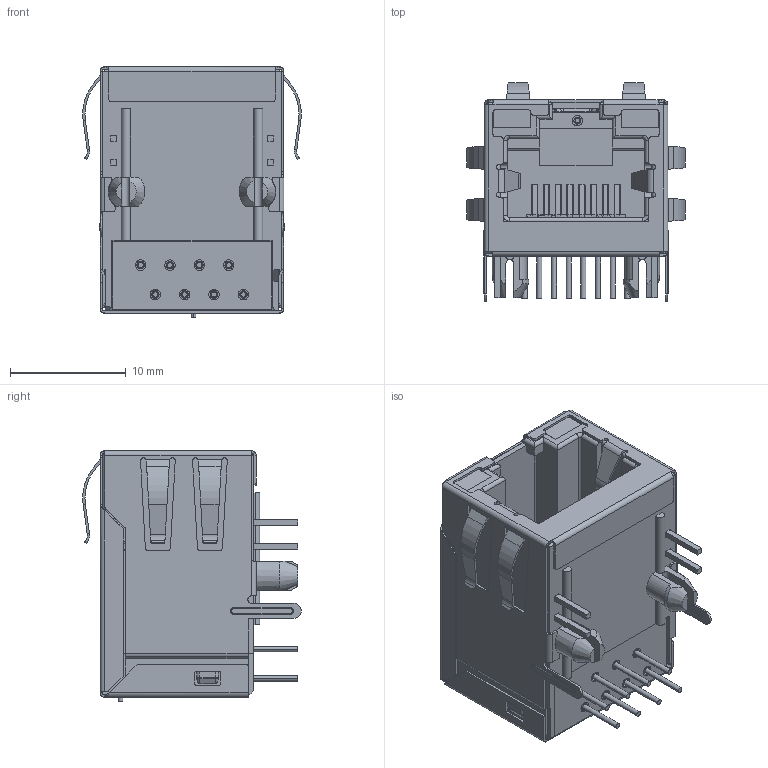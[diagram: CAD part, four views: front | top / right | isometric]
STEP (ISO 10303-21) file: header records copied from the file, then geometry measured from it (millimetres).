
FILE_DESCRIPTION (( 'STEP AP214' ), '1' );
FILE_NAME ('ARJM11C7-009-AB-ER2-T.STEP', '2022-02-02T09:43:27', ( '' ), ( '' ), 'SwSTEP 2.0', 'SolidWorks 2020', '' );
FILE_SCHEMA (( 'AUTOMOTIVE_DESIGN' ));
Length unit declared in the file: millimetre
Products named in the file (93): MANIFOLD_SOLID_BREP_58762^CP_2_6_ASM_ASM_MODULE_CASE_11H_ASM_9_AF0_ASM_ASM_MODULE_11H_ASM_3_AF0_ASM_ASM_11H_MODULE_PCBA_ASM_3_AF0_ASM_ASM_11H_MODULE_INSERT_ASM_5_ASM_ASM_11H_HOUSING_MO~; MANIFOLD_SOLID_BREP_63788_AF3^CORE_T_3_AF3_ASM_ASM_COIL_ASM_3_AF3_ASM_ASM_MODULE_11H_ASM_3_AF0_ASM_ASM_11H_MODULE_PCBA_ASM_3_AF0_ASM_ASM_11H_MODULE_INSERT_ASM_5_ASM_ASM_11H_HOUSING_MODU~; MODULE_CASE_5_AF0^MODULE_CASE_11H_ASM_9_AF0_ASM_ASM_MODULE_11H_ASM_3_AF0_ASM_ASM_11H_MODULE_PCBA_ASM_3_AF0_ASM_ASM_11H_MODULE_INSERT_ASM_5_ASM_ASM_11H_HOUSING_MODULE_ASM_1_ASM_ASM_11H_~; MANIFOLD_SOLID_BREP_64249_AF3^CORE_T_3_AF3_ASM_ASM_COIL_ASM_3_AF3_ASM_ASM_MODULE_11H_ASM_3_AF0_ASM_ASM_11H_MODULE_PCBA_ASM_3_AF0_ASM_ASM_11H_MODULE_INSERT_ASM_5_ASM_ASM_11H_HOUSING_MODU~; MODULE_CASE_11H_ASM_9_AF0_ASM_ASM^MODULE_11H_ASM_3_AF0_ASM_ASM_11H_MODULE_PCBA_ASM_3_AF0_ASM_ASM_11H_MODULE_INSERT_ASM_5_ASM_ASM_11H_HOUSING_MODULE_ASM_1_ASM_ASM_11H_ASSEMBLE_BOTTOM_PC~; COIL_ASM_3_AF3_ASM_ASM^MODULE_11H_ASM_3_AF0_ASM_ASM_11H_MODULE_PCBA_ASM_3_AF0_ASM_ASM_11H_MODULE_INSERT_ASM_5_ASM_ASM_11H_HOUSING_MODULE_ASM_1_ASM_ASM_11H_ASSEMBLE_BOTTOM_PCB_ASM_2_A_A~; MANIFOLD_SOLID_BREP_66499_AF0^CORE_K_3_AF0_ASM_ASM_COIL_ASM_3_AF0_ASM_ASM_MODULE_11H_ASM_3_AF0_ASM_ASM_11H_MODULE_PCBA_ASM_3_AF0_ASM_ASM_11H_MODULE_INSERT_ASM_5_ASM_ASM_11H_HOUSING_MOD~; CORE_K_3_AF0_ASM_ASM^COIL_ASM_3_AF0_ASM_ASM_MODULE_11H_ASM_3_AF0_ASM_ASM_11H_MODULE_PCBA_ASM_3_AF0_ASM_ASM_11H_MODULE_INSERT_ASM_5_ASM_ASM_11H_HOUSING_MODULE_ASM_1_ASM_ASM_11H_ASSEMBLE~; MODULE_11H_ASM_3_AF0_ASM_ASM^11H_MODULE_PCBA_ASM_3_AF0_ASM_ASM_11H_MODULE_INSERT_ASM_5_ASM_ASM_11H_HOUSING_MODULE_ASM_1_ASM_ASM_11H_ASSEMBLE_BOTTOM_PCB_ASM_2_A_ASM_11H_ASSY_SHIELD_ASM_~; 11H_ASSEMBLE_BOTTOM_PCB_ASM_2_A_ASM^11H_ASSY_SHIELD_ASM_1_ASM_ASM_001_ASM_ASM_ARJM11C7-009-AB-ER2-T--3DModel-STEP-368357_ARJM11C7-009-AB-ER2-T; MANIFOLD_SOLID_BREP_81250^RJ_TERMINAL_3_ASM_ASM_RJ_INSERT_ASM_3_ASM_ASM_11H_MODULE_INSERT_ASM_5_ASM_ASM_11H_HOUSING_MODULE_ASM_1_ASM_ASM_11H_ASSEMBLE_BOTTOM_PCB_ASM_2_A_ASM_11H_ASSY_SHI~; BOTTOM_PCB_WGAP_100BASE_11^BOTTOM_PCBA_ASM_4_ASM_ASM_11H_MODULE_INSERT_ASM_5_ASM_ASM_11H_HOUSING_MODULE_ASM_1_ASM_ASM_11H_ASSEMBLE_BOTTOM_PCB_ASM_2_A_ASM_11H_ASSY_SHIELD_ASM_1_ASM_ASM_~; MANIFOLD_SOLID_BREP_66960_AF0^CORE_K_3_AF0_ASM_ASM_COIL_ASM_3_AF0_ASM_ASM_MODULE_11H_ASM_3_AF0_ASM_ASM_11H_MODULE_PCBA_ASM_3_AF0_ASM_ASM_11H_MODULE_INSERT_ASM_5_ASM_ASM_11H_HOUSING_MOD~; MANIFOLD_SOLID_BREP_57736^CP_1_3_ASM_ASM_MODULE_CASE_11H_ASM_9_AF0_ASM_ASM_MODULE_11H_ASM_3_AF0_ASM_ASM_11H_MODULE_PCBA_ASM_3_AF0_ASM_ASM_11H_MODULE_INSERT_ASM_5_ASM_ASM_11H_HOUSING_MO~; MANIFOLD_SOLID_BREP_60100_AF3^CORE_T_3_AF3_ASM_ASM_COIL_ASM_3_AF3_ASM_ASM_MODULE_11H_ASM_3_AF0_ASM_ASM_11H_MODULE_PCBA_ASM_3_AF0_ASM_ASM_11H_MODULE_INSERT_ASM_5_ASM_ASM_11H_HOUSING_MODU~; MANIFOLD_SOLID_BREP_60100_AF0^CORE_T_3_AF0_ASM_ASM_COIL_ASM_3_AF0_ASM_ASM_MODULE_11H_ASM_3_AF0_ASM_ASM_11H_MODULE_PCBA_ASM_3_AF0_ASM_ASM_11H_MODULE_INSERT_ASM_5_ASM_ASM_11H_HOUSING_MOD~; 11H_HOUSING_LED_ASM_7_ASM_ASM^11H_HOUSING_LED_COVER_ASM_1_ASM_ASM_11H_HOUSING_MODULE_ASM_1_ASM_ASM_11H_ASSEMBLE_BOTTOM_PCB_ASM_2_A_ASM_11H_ASSY_SHIELD_ASM_1_ASM_ASM_001_ASM_ASM_ARJM11C~; MANIFOLD_SOLID_BREP_59007^CP_2_6_ASM_ASM_MODULE_CASE_11H_ASM_9_AF0_ASM_ASM_MODULE_11H_ASM_3_AF0_ASM_ASM_11H_MODULE_PCBA_ASM_3_AF0_ASM_ASM_11H_MODULE_INSERT_ASM_5_ASM_ASM_11H_HOUSING_MO~; MANIFOLD_SOLID_BREP_57001^CP_1_3_ASM_ASM_MODULE_CASE_11H_ASM_9_AF0_ASM_ASM_MODULE_11H_ASM_3_AF0_ASM_ASM_11H_MODULE_PCBA_ASM_3_AF0_ASM_ASM_11H_MODULE_INSERT_ASM_5_ASM_ASM_11H_HOUSING_MO~; MANIFOLD_SOLID_BREP_64710_AF0^CORE_T_3_AF0_ASM_ASM_COIL_ASM_3_AF0_ASM_ASM_MODULE_11H_ASM_3_AF0_ASM_ASM_11H_MODULE_PCBA_ASM_3_AF0_ASM_ASM_11H_MODULE_INSERT_ASM_5_ASM_ASM_11H_HOUSING_MOD~; ARJM11C7-009-AB-ER2-T--3DModel-STEP-368357^ARJM11C7-009-AB-ER2-T; MANIFOLD_SOLID_BREP_63788_AF1^CORE_T_3_AF1_ASM_ASM_COIL_ASM_3_AF1_ASM_ASM_MODULE_11H_ASM_3_AF0_ASM_ASM_11H_MODULE_PCBA_ASM_3_AF0_ASM_ASM_11H_MODULE_INSERT_ASM_5_ASM_ASM_11H_HOUSING_MOD~; MANIFOLD_SOLID_BREP_64249_AF0^CORE_T_3_AF0_ASM_ASM_COIL_ASM_3_AF0_ASM_ASM_MODULE_11H_ASM_3_AF0_ASM_ASM_11H_MODULE_PCBA_ASM_3_AF0_ASM_ASM_11H_MODULE_INSERT_ASM_5_ASM_ASM_11H_HOUSING_MOD~; PCB_3^PCBA_ASM_3_ASM_ASM_11H_MODULE_PCBA_ASM_3_AF0_ASM_ASM_11H_MODULE_INSERT_ASM_5_ASM_ASM_11H_HOUSING_MODULE_ASM_1_ASM_ASM_11H_ASSEMBLE_BOTTOM_PCB_ASM_2_A_ASM_11H_ASSY_SHIELD_ASM_1_AS~; MANIFOLD_SOLID_BREP_78491^RJ_TERMINAL_3_ASM_ASM_RJ_INSERT_ASM_3_ASM_ASM_11H_MODULE_INSERT_ASM_5_ASM_ASM_11H_HOUSING_MODULE_ASM_1_ASM_ASM_11H_ASSEMBLE_BOTTOM_PCB_ASM_2_A_ASM_11H_ASSY_SHI~; CORE_T_3_AF3_ASM_ASM^COIL_ASM_3_AF3_ASM_ASM_MODULE_11H_ASM_3_AF0_ASM_ASM_11H_MODULE_PCBA_ASM_3_AF0_ASM_ASM_11H_MODULE_INSERT_ASM_5_ASM_ASM_11H_HOUSING_MODULE_ASM_1_ASM_ASM_11H_ASSEMBLE~; MANIFOLD_SOLID_BREP_63327_AF0^CORE_T_3_AF0_ASM_ASM_COIL_ASM_3_AF0_ASM_ASM_MODULE_11H_ASM_3_AF0_ASM_ASM_11H_MODULE_PCBA_ASM_3_AF0_ASM_ASM_11H_MODULE_INSERT_ASM_5_ASM_ASM_11H_HOUSING_MOD~; PCBA_ASM_3_ASM_ASM^11H_MODULE_PCBA_ASM_3_AF0_ASM_ASM_11H_MODULE_INSERT_ASM_5_ASM_ASM_11H_HOUSING_MODULE_ASM_1_ASM_ASM_11H_ASSEMBLE_BOTTOM_PCB_ASM_2_A_ASM_11H_ASSY_SHIELD_ASM_1_ASM_ASM_~; CORE_T_3_AF2_ASM_ASM^COIL_ASM_3_AF2_ASM_ASM_MODULE_11H_ASM_3_AF0_ASM_ASM_11H_MODULE_PCBA_ASM_3_AF0_ASM_ASM_11H_MODULE_INSERT_ASM_5_ASM_ASM_11H_HOUSING_MODULE_ASM_1_ASM_ASM_11H_ASSEMBLE_~; MANIFOLD_SOLID_BREP_58517^CP_2_6_ASM_ASM_MODULE_CASE_11H_ASM_9_AF0_ASM_ASM_MODULE_11H_ASM_3_AF0_ASM_ASM_11H_MODULE_PCBA_ASM_3_AF0_ASM_ASM_11H_MODULE_INSERT_ASM_5_ASM_ASM_11H_HOUSING_MO~; RJ_INSERT_BASE_3^RJ_INSERT_ASM_3_ASM_ASM_11H_MODULE_INSERT_ASM_5_ASM_ASM_11H_HOUSING_MODULE_ASM_1_ASM_ASM_11H_ASSEMBLE_BOTTOM_PCB_ASM_2_A_ASM_11H_ASSY_SHIELD_ASM_1_ASM_ASM_001_ASM_ASM_~; MANIFOLD_SOLID_BREP_61483_AF0^CORE_T_3_AF0_ASM_ASM_COIL_ASM_3_AF0_ASM_ASM_MODULE_11H_ASM_3_AF0_ASM_ASM_11H_MODULE_PCBA_ASM_3_AF0_ASM_ASM_11H_MODULE_INSERT_ASM_5_ASM_ASM_11H_HOUSING_MOD~; 11H_HOUSING_LED_COVER_ASM_1_ASM_ASM^11H_HOUSING_MODULE_ASM_1_ASM_ASM_11H_ASSEMBLE_BOTTOM_PCB_ASM_2_A_ASM_11H_ASSY_SHIELD_ASM_1_ASM_ASM_001_ASM_ASM_ARJM11C7-009-AB-ER2-T--3DModel-STEP-3~; MANIFOLD_SOLID_BREP_69726^CORE_K_3_AF0_ASM_ASM_COIL_ASM_3_AF0_ASM_ASM_MODULE_11H_ASM_3_AF0_ASM_ASM_11H_MODULE_PCBA_ASM_3_AF0_ASM_ASM_11H_MODULE_INSERT_ASM_5_ASM_ASM_11H_HOUSING_MODULE_~; MANIFOLD_SOLID_BREP_61022_AF0^CORE_T_3_AF0_ASM_ASM_COIL_ASM_3_AF0_ASM_ASM_MODULE_11H_ASM_3_AF0_ASM_ASM_11H_MODULE_PCBA_ASM_3_AF0_ASM_ASM_11H_MODULE_INSERT_ASM_5_ASM_ASM_11H_HOUSING_MOD~; C_1206_3^PCBA_ASM_3_ASM_ASM_11H_MODULE_PCBA_ASM_3_AF0_ASM_ASM_11H_MODULE_INSERT_ASM_5_ASM_ASM_11H_HOUSING_MODULE_ASM_1_ASM_ASM_11H_ASSEMBLE_BOTTOM_PCB_ASM_2_A_ASM_11H_ASSY_SHIELD_ASM_1~; MANIFOLD_SOLID_BREP_57491^CP_1_3_ASM_ASM_MODULE_CASE_11H_ASM_9_AF0_ASM_ASM_MODULE_11H_ASM_3_AF0_ASM_ASM_11H_MODULE_PCBA_ASM_3_AF0_ASM_ASM_11H_MODULE_INSERT_ASM_5_ASM_ASM_11H_HOUSING_MO~; MANIFOLD_SOLID_BREP_77478^RJ_TERMINAL_3_ASM_ASM_RJ_INSERT_ASM_3_ASM_ASM_11H_MODULE_INSERT_ASM_5_ASM_ASM_11H_HOUSING_MODULE_ASM_1_ASM_ASM_11H_ASSEMBLE_BOTTOM_PCB_ASM_2_A_ASM_11H_ASSY_SHI~; MANIFOLD_SOLID_BREP_65577^CORE_K_3_AF0_ASM_ASM_COIL_ASM_3_AF0_ASM_ASM_MODULE_11H_ASM_3_AF0_ASM_ASM_11H_MODULE_PCBA_ASM_3_AF0_ASM_ASM_11H_MODULE_INSERT_ASM_5_ASM_ASM_11H_HOUSING_MODULE_~; 001_ASM_ASM^ARJM11C7-009-AB-ER2-T--3DModel-STEP-368357_ARJM11C7-009-AB-ER2-T ...
Assembly tree (102 placements, depth 12):
  ARJM11C7-009-AB-ER2-T
    ARJM11C7-009-AB-ER2-T--3DModel-STEP-368357^ARJM11C7-009-AB-ER2-T
      001_ASM_ASM^ARJM11C7-009-AB-ER2-T--3DModel-STEP-368357_ARJM11C7-009-AB-ER2-T
        11H_ASSY_SHIELD_ASM_1_ASM_ASM^001_ASM_ASM_ARJM11C7-009-AB-ER2-T--3DModel-STEP-368357_ARJM11C7-009-AB-ER2-T
          11H_ASSEMBLE_BOTTOM_PCB_ASM_2_A_ASM^11H_ASSY_SHIELD_ASM_1_ASM_ASM_001_ASM_ASM_ARJM11C7-009-AB-ER2-T--3DModel-STEP-368357_ARJM11C7-009-AB-ER2-T
            11H_HOUSING_MODULE_ASM_1_ASM_ASM^11H_ASSEMBLE_BOTTOM_PCB_ASM_2_A_ASM_11H_ASSY_SHIELD_ASM_1_ASM_ASM_001_ASM_ASM_ARJM11C7-009-AB-ER2-T--3DModel-STEP-368357_ARJM11C7-009-AB-ER2-T
              11H_HOUSING_LED_COVER_ASM_1_ASM_ASM^11H_HOUSING_MODULE_ASM_1_ASM_ASM_11H_ASSEMBLE_BOTTOM_PCB_ASM_2_A_ASM_11H_ASSY_SHIELD_ASM_1_ASM_ASM_001_ASM_ASM_ARJM11C7-009-AB-ER2-T--3DModel-STEP-3~
                11H_HOUSING_LED_ASM_7_ASM_ASM^11H_HOUSING_LED_COVER_ASM_1_ASM_ASM_11H_HOUSING_MODULE_ASM_1_ASM_ASM_11H_ASSEMBLE_BOTTOM_PCB_ASM_2_A_ASM_11H_ASSY_SHIELD_ASM_1_ASM_ASM_001_ASM_ASM_ARJM11C~
                  11H_HOUSING_1^11H_HOUSING_LED_ASM_7_ASM_ASM_11H_HOUSING_LED_COVER_ASM_1_ASM_ASM_11H_HOUSING_MODULE_ASM_1_ASM_ASM_11H_ASSEMBLE_BOTTOM_PCB_ASM_2_A_ASM_11H_ASSY_SHIELD_ASM_1_ASM_ASM_001_AS~
                  11H_LED_LEFT_2^11H_HOUSING_LED_ASM_7_ASM_ASM_11H_HOUSING_LED_COVER_ASM_1_ASM_ASM_11H_HOUSING_MODULE_ASM_1_ASM_ASM_11H_ASSEMBLE_BOTTOM_PCB_ASM_2_A_ASM_11H_ASSY_SHIELD_ASM_1_ASM_ASM_001_A~
                  11H_LED_RIGHT_3^11H_HOUSING_LED_ASM_7_ASM_ASM_11H_HOUSING_LED_COVER_ASM_1_ASM_ASM_11H_HOUSING_MODULE_ASM_1_ASM_ASM_11H_ASSEMBLE_BOTTOM_PCB_ASM_2_A_ASM_11H_ASSY_SHIELD_ASM_1_ASM_ASM_001_~
              11H_MODULE_INSERT_ASM_5_ASM_ASM^11H_HOUSING_MODULE_ASM_1_ASM_ASM_11H_ASSEMBLE_BOTTOM_PCB_ASM_2_A_ASM_11H_ASSY_SHIELD_ASM_1_ASM_ASM_001_ASM_ASM_ARJM11C7-009-AB-ER2-T--3DModel-STEP-36835~
                11H_MODULE_PCBA_ASM_3_AF0_ASM_ASM^11H_MODULE_INSERT_ASM_5_ASM_ASM_11H_HOUSING_MODULE_ASM_1_ASM_ASM_11H_ASSEMBLE_BOTTOM_PCB_ASM_2_A_ASM_11H_ASSY_SHIELD_ASM_1_ASM_ASM_001_ASM_ASM_ARJM11C~
                  PCBA_ASM_3_ASM_ASM^11H_MODULE_PCBA_ASM_3_AF0_ASM_ASM_11H_MODULE_INSERT_ASM_5_ASM_ASM_11H_HOUSING_MODULE_ASM_1_ASM_ASM_11H_ASSEMBLE_BOTTOM_PCB_ASM_2_A_ASM_11H_ASSY_SHIELD_ASM_1_ASM_ASM_~
                  MODULE_11H_ASM_3_AF0_ASM_ASM^11H_MODULE_PCBA_ASM_3_AF0_ASM_ASM_11H_MODULE_INSERT_ASM_5_ASM_ASM_11H_HOUSING_MODULE_ASM_1_ASM_ASM_11H_ASSEMBLE_BOTTOM_PCB_ASM_2_A_ASM_11H_ASSY_SHIELD_ASM_~
                RJ_INSERT_ASM_3_ASM_ASM^11H_MODULE_INSERT_ASM_5_ASM_ASM_11H_HOUSING_MODULE_ASM_1_ASM_ASM_11H_ASSEMBLE_BOTTOM_PCB_ASM_2_A_ASM_11H_ASSY_SHIELD_ASM_1_ASM_ASM_001_ASM_ASM_ARJM11C7-009-AB-E~
                  RJ_INSERT_BASE_3^RJ_INSERT_ASM_3_ASM_ASM_11H_MODULE_INSERT_ASM_5_ASM_ASM_11H_HOUSING_MODULE_ASM_1_ASM_ASM_11H_ASSEMBLE_BOTTOM_PCB_ASM_2_A_ASM_11H_ASSY_SHIELD_ASM_1_ASM_ASM_001_ASM_ASM_~
                  RJ_TERMINAL_3_ASM_ASM^RJ_INSERT_ASM_3_ASM_ASM_11H_MODULE_INSERT_ASM_5_ASM_ASM_11H_HOUSING_MODULE_ASM_1_ASM_ASM_11H_ASSEMBLE_BOTTOM_PCB_ASM_2_A_ASM_11H_ASSY_SHIELD_ASM_1_ASM_ASM_001_ASM~
                BOTTOM_PCBA_ASM_4_ASM_ASM^11H_MODULE_INSERT_ASM_5_ASM_ASM_11H_HOUSING_MODULE_ASM_1_ASM_ASM_11H_ASSEMBLE_BOTTOM_PCB_ASM_2_A_ASM_11H_ASSY_SHIELD_ASM_1_ASM_ASM_001_ASM_ASM_ARJM11C7-009-AB~
                  BOTTOM_PCB_WGAP_100BASE_11^BOTTOM_PCBA_ASM_4_ASM_ASM_11H_MODULE_INSERT_ASM_5_ASM_ASM_11H_HOUSING_MODULE_ASM_1_ASM_ASM_11H_ASSEMBLE_BOTTOM_PCB_ASM_2_A_ASM_11H_ASSY_SHIELD_ASM_1_ASM_ASM_~
          11H_SHIELD_WLED_WOGP_2_ASM_ASM^11H_ASSY_SHIELD_ASM_1_ASM_ASM_001_ASM_ASM_ARJM11C7-009-AB-ER2-T--3DModel-STEP-368357_ARJM11C7-009-AB-ER2-T
            MANIFOLD_SOLID_BREP_109831^11H_SHIELD_WLED_WOGP_2_ASM_ASM_11H_ASSY_SHIELD_ASM_1_ASM_ASM_001_ASM_ASM_ARJM11C7-009-AB-ER2-T--3DModel-STEP-368357_ARJM11C7-009-AB-ER2-T
Bounding box: 18.9 x 18.9 x 21.65 mm (x, y, z)
Volume: 2109.6 mm3; surface area: 7898.8 mm2
Topology: 73 solids, 73 shells, 3625 faces, 8800 edges, 5338 vertices
Faces by surface type: plane 1775, cylinder 1252, torus 263, bspline 175, sphere 94, cone 66
Entity records: 115425 total; most frequent: CARTESIAN_POINT 30027, ORIENTED_EDGE 17096, DIRECTION 17087, EDGE_CURVE 8548, AXIS2_PLACEMENT_3D 5918, VECTOR 5251, LINE 5251, VERTEX_POINT 5216
